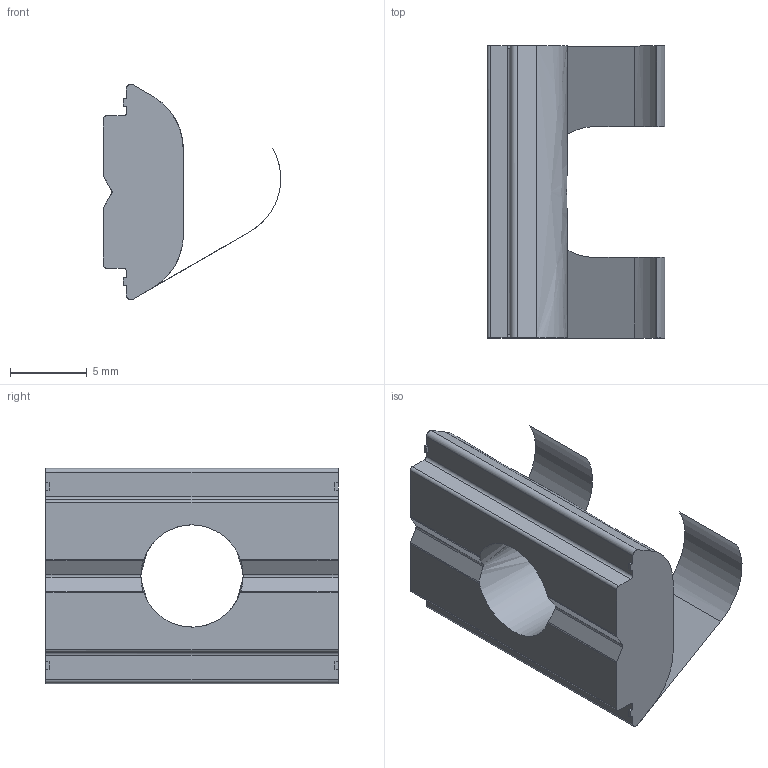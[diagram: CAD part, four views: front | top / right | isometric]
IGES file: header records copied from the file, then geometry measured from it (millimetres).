
Global section: file name: 210082; native system: Autodesk Inventor 2021; preprocessor: unknown; author: aluteckkpl_tw; date: 20220920.131933; units: millimetre
Bounding box: 11.54 x 19 x 14 mm (x, y, z)
Volume: 924 mm3; surface area: 984.6 mm2
Topology: 1 solids, 1 shells, 50 faces, 158 edges, 111 vertices
Faces by surface type: bspline 48, revolution 2
